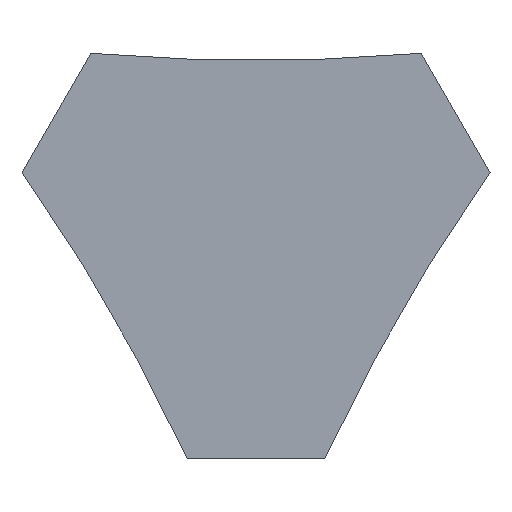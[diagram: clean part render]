
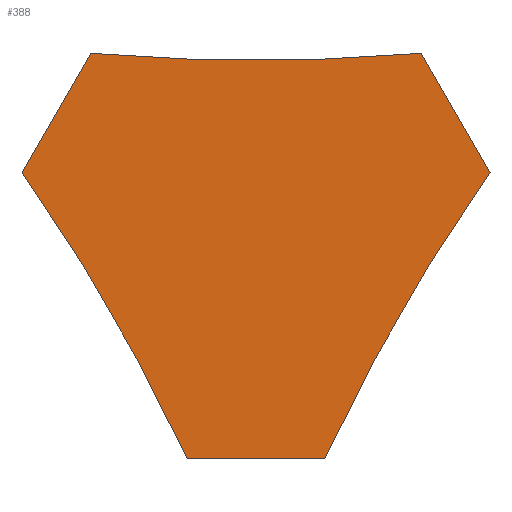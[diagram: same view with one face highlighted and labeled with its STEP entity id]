
A CAD part, front view. The second image highlights one B-rep face of the part: STEP entity #388.
In plain terms, the highlighted planar face has unit normal (0, -1, 0).
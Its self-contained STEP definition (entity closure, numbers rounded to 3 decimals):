
#25=PLANE('',#455);
#48=FACE_OUTER_BOUND('',#74,.T.);
#74=EDGE_LOOP('',(#345,#346,#347,#348,#349,#350));
#89=LINE('',#675,#113);
#93=LINE('',#687,#117);
#97=LINE('',#698,#121);
#113=VECTOR('',#558,10.);
#117=VECTOR('',#570,10.);
#121=VECTOR('',#582,10.);
#147=CIRCLE('',#443,450.);
#149=CIRCLE('',#447,450.);
#151=CIRCLE('',#451,450.);
#177=VERTEX_POINT('',#665);
#178=VERTEX_POINT('',#666);
#181=VERTEX_POINT('',#674);
#183=VERTEX_POINT('',#680);
#185=VERTEX_POINT('',#686);
#187=VERTEX_POINT('',#692);
#225=EDGE_CURVE('',#177,#178,#147,.T.);
#229=EDGE_CURVE('',#181,#178,#89,.T.);
#232=EDGE_CURVE('',#181,#183,#149,.T.);
#235=EDGE_CURVE('',#185,#183,#93,.T.);
#238=EDGE_CURVE('',#185,#187,#151,.T.);
#241=EDGE_CURVE('',#177,#187,#97,.T.);
#345=ORIENTED_EDGE('',*,*,#241,.F.);
#346=ORIENTED_EDGE('',*,*,#225,.T.);
#347=ORIENTED_EDGE('',*,*,#229,.F.);
#348=ORIENTED_EDGE('',*,*,#232,.T.);
#349=ORIENTED_EDGE('',*,*,#235,.F.);
#350=ORIENTED_EDGE('',*,*,#238,.T.);
#388=ADVANCED_FACE('',(#48),#25,.F.);
#443=AXIS2_PLACEMENT_3D('',#667,#550,#551);
#447=AXIS2_PLACEMENT_3D('',#681,#563,#564);
#451=AXIS2_PLACEMENT_3D('',#693,#575,#576);
#455=AXIS2_PLACEMENT_3D('',#701,#586,#587);
#550=DIRECTION('center_axis',(0.,1.,0.));
#551=DIRECTION('ref_axis',(1.,0.,0.));
#558=DIRECTION('',(0.5,0.,-0.866));
#563=DIRECTION('center_axis',(0.,1.,0.));
#564=DIRECTION('ref_axis',(1.,0.,0.));
#570=DIRECTION('',(0.5,0.,0.866));
#575=DIRECTION('center_axis',(0.,1.,0.));
#576=DIRECTION('ref_axis',(1.,0.,0.));
#582=DIRECTION('',(-1.,0.,0.));
#586=DIRECTION('center_axis',(0.,1.,0.));
#587=DIRECTION('ref_axis',(1.,0.,0.));
#665=CARTESIAN_POINT('',(16.431,0.,-55.));
#666=CARTESIAN_POINT('',(55.847,0.,13.27));
#667=CARTESIAN_POINT('Origin',(424.352,0.,-245.));
#674=CARTESIAN_POINT('',(39.416,0.,41.73));
#675=CARTESIAN_POINT('',(39.381,0.,41.789));
#680=CARTESIAN_POINT('',(-39.416,0.,41.73));
#681=CARTESIAN_POINT('Origin',(0.,0.,490.));
#686=CARTESIAN_POINT('',(-55.847,0.,13.27));
#687=CARTESIAN_POINT('',(-55.881,0.,13.211));
#692=CARTESIAN_POINT('',(-16.431,0.,-55.));
#693=CARTESIAN_POINT('Origin',(-424.352,0.,-245.));
#698=CARTESIAN_POINT('',(16.5,0.,-55.));
#701=CARTESIAN_POINT('Origin',(0.,0.,-6.635));
